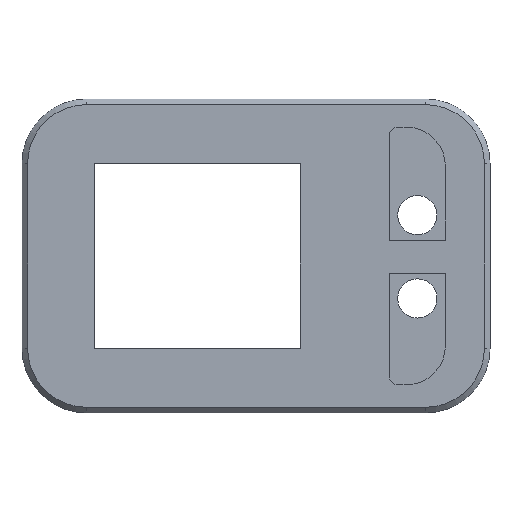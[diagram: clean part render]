
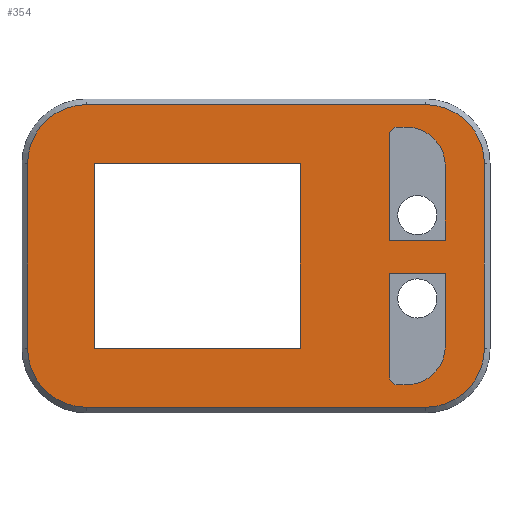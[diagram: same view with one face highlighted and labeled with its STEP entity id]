
A CAD part, top view. The second image highlights one B-rep face of the part: STEP entity #354.
In plain terms, the highlighted planar face has unit normal (0, 0, 1).
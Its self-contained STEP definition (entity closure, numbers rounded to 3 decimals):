
#95 = VERTEX_POINT('',#96);
#96 = CARTESIAN_POINT('',(-40.75,16.5,7.));
#102 = EDGE_CURVE('',#95,#103,#105,.T.);
#103 = VERTEX_POINT('',#104);
#104 = CARTESIAN_POINT('',(-40.75,-16.5,7.));
#105 = LINE('',#106,#107);
#106 = CARTESIAN_POINT('',(-40.75,16.5,7.));
#107 = VECTOR('',#108,1.);
#108 = DIRECTION('',(0.,-1.,0.));
#334 = VERTEX_POINT('',#335);
#335 = CARTESIAN_POINT('',(-30.25,27.,7.));
#341 = EDGE_CURVE('',#334,#95,#342,.T.);
#342 = CIRCLE('',#343,10.5);
#343 = AXIS2_PLACEMENT_3D('',#344,#345,#346);
#344 = CARTESIAN_POINT('',(-30.25,16.5,7.));
#345 = DIRECTION('',(0.,0.,1.));
#346 = DIRECTION('',(0.,1.,0.));
#354 = ADVANCED_FACE('',(#355,#408,#460,#494),#546,.T.);
#355 = FACE_BOUND('',#356,.T.);
#356 = EDGE_LOOP('',(#357,#367,#376,#384,#393,#399,#400,#401));
#357 = ORIENTED_EDGE('',*,*,#358,.T.);
#358 = EDGE_CURVE('',#359,#361,#363,.T.);
#359 = VERTEX_POINT('',#360);
#360 = CARTESIAN_POINT('',(-30.25,-27.,7.));
#361 = VERTEX_POINT('',#362);
#362 = CARTESIAN_POINT('',(30.25,-27.,7.));
#363 = LINE('',#364,#365);
#364 = CARTESIAN_POINT('',(-30.25,-27.,7.));
#365 = VECTOR('',#366,1.);
#366 = DIRECTION('',(1.,0.,0.));
#367 = ORIENTED_EDGE('',*,*,#368,.T.);
#368 = EDGE_CURVE('',#361,#369,#371,.T.);
#369 = VERTEX_POINT('',#370);
#370 = CARTESIAN_POINT('',(40.75,-16.5,7.));
#371 = CIRCLE('',#372,10.5);
#372 = AXIS2_PLACEMENT_3D('',#373,#374,#375);
#373 = CARTESIAN_POINT('',(30.25,-16.5,7.));
#374 = DIRECTION('',(0.,0.,1.));
#375 = DIRECTION('',(0.,-1.,0.));
#376 = ORIENTED_EDGE('',*,*,#377,.T.);
#377 = EDGE_CURVE('',#369,#378,#380,.T.);
#378 = VERTEX_POINT('',#379);
#379 = CARTESIAN_POINT('',(40.75,16.5,7.));
#380 = LINE('',#381,#382);
#381 = CARTESIAN_POINT('',(40.75,-16.5,7.));
#382 = VECTOR('',#383,1.);
#383 = DIRECTION('',(0.,1.,0.));
#384 = ORIENTED_EDGE('',*,*,#385,.T.);
#385 = EDGE_CURVE('',#378,#386,#388,.T.);
#386 = VERTEX_POINT('',#387);
#387 = CARTESIAN_POINT('',(30.25,27.,7.));
#388 = CIRCLE('',#389,10.5);
#389 = AXIS2_PLACEMENT_3D('',#390,#391,#392);
#390 = CARTESIAN_POINT('',(30.25,16.5,7.));
#391 = DIRECTION('',(0.,0.,1.));
#392 = DIRECTION('',(1.,0.,0.));
#393 = ORIENTED_EDGE('',*,*,#394,.T.);
#394 = EDGE_CURVE('',#386,#334,#395,.T.);
#395 = LINE('',#396,#397);
#396 = CARTESIAN_POINT('',(30.25,27.,7.));
#397 = VECTOR('',#398,1.);
#398 = DIRECTION('',(-1.,0.,0.));
#399 = ORIENTED_EDGE('',*,*,#341,.T.);
#400 = ORIENTED_EDGE('',*,*,#102,.T.);
#401 = ORIENTED_EDGE('',*,*,#402,.T.);
#402 = EDGE_CURVE('',#103,#359,#403,.T.);
#403 = CIRCLE('',#404,10.5);
#404 = AXIS2_PLACEMENT_3D('',#405,#406,#407);
#405 = CARTESIAN_POINT('',(-30.25,-16.5,7.));
#406 = DIRECTION('',(0.,0.,1.));
#407 = DIRECTION('',(-1.,0.,0.));
#408 = FACE_BOUND('',#409,.T.);
#409 = EDGE_LOOP('',(#410,#420,#428,#436,#445,#453));
#410 = ORIENTED_EDGE('',*,*,#411,.F.);
#411 = EDGE_CURVE('',#412,#414,#416,.T.);
#412 = VERTEX_POINT('',#413);
#413 = CARTESIAN_POINT('',(23.79,-3.08,7.));
#414 = VERTEX_POINT('',#415);
#415 = CARTESIAN_POINT('',(23.79,-21.5,7.));
#416 = LINE('',#417,#418);
#417 = CARTESIAN_POINT('',(23.79,-3.08,7.));
#418 = VECTOR('',#419,1.);
#419 = DIRECTION('',(0.,-1.,0.));
#420 = ORIENTED_EDGE('',*,*,#421,.F.);
#421 = EDGE_CURVE('',#422,#412,#424,.T.);
#422 = VERTEX_POINT('',#423);
#423 = CARTESIAN_POINT('',(33.79,-3.08,7.));
#424 = LINE('',#425,#426);
#425 = CARTESIAN_POINT('',(33.79,-3.08,7.));
#426 = VECTOR('',#427,1.);
#427 = DIRECTION('',(-1.,0.,0.));
#428 = ORIENTED_EDGE('',*,*,#429,.F.);
#429 = EDGE_CURVE('',#430,#422,#432,.T.);
#430 = VERTEX_POINT('',#431);
#431 = CARTESIAN_POINT('',(33.79,-16.,7.));
#432 = LINE('',#433,#434);
#433 = CARTESIAN_POINT('',(33.79,-16.,7.));
#434 = VECTOR('',#435,1.);
#435 = DIRECTION('',(0.,1.,0.));
#436 = ORIENTED_EDGE('',*,*,#437,.F.);
#437 = EDGE_CURVE('',#438,#430,#440,.T.);
#438 = VERTEX_POINT('',#439);
#439 = CARTESIAN_POINT('',(26.79,-23.,7.));
#440 = CIRCLE('',#441,7.);
#441 = AXIS2_PLACEMENT_3D('',#442,#443,#444);
#442 = CARTESIAN_POINT('',(26.79,-16.,7.));
#443 = DIRECTION('',(0.,0.,1.));
#444 = DIRECTION('',(1.,0.,0.));
#445 = ORIENTED_EDGE('',*,*,#446,.F.);
#446 = EDGE_CURVE('',#447,#438,#449,.T.);
#447 = VERTEX_POINT('',#448);
#448 = CARTESIAN_POINT('',(25.29,-23.,7.));
#449 = LINE('',#450,#451);
#450 = CARTESIAN_POINT('',(25.29,-23.,7.));
#451 = VECTOR('',#452,1.);
#452 = DIRECTION('',(1.,0.,0.));
#453 = ORIENTED_EDGE('',*,*,#454,.F.);
#454 = EDGE_CURVE('',#414,#447,#455,.T.);
#455 = CIRCLE('',#456,1.5);
#456 = AXIS2_PLACEMENT_3D('',#457,#458,#459);
#457 = CARTESIAN_POINT('',(25.29,-21.5,7.));
#458 = DIRECTION('',(0.,0.,1.));
#459 = DIRECTION('',(1.,0.,0.));
#460 = FACE_BOUND('',#461,.T.);
#461 = EDGE_LOOP('',(#462,#472,#480,#488));
#462 = ORIENTED_EDGE('',*,*,#463,.F.);
#463 = EDGE_CURVE('',#464,#466,#468,.T.);
#464 = VERTEX_POINT('',#465);
#465 = CARTESIAN_POINT('',(-28.9,16.5,7.));
#466 = VERTEX_POINT('',#467);
#467 = CARTESIAN_POINT('',(-28.9,-16.5,7.));
#468 = LINE('',#469,#470);
#469 = CARTESIAN_POINT('',(-28.9,16.5,7.));
#470 = VECTOR('',#471,1.);
#471 = DIRECTION('',(0.,-1.,0.));
#472 = ORIENTED_EDGE('',*,*,#473,.F.);
#473 = EDGE_CURVE('',#474,#464,#476,.T.);
#474 = VERTEX_POINT('',#475);
#475 = CARTESIAN_POINT('',(7.9,16.5,7.));
#476 = LINE('',#477,#478);
#477 = CARTESIAN_POINT('',(7.9,16.5,7.));
#478 = VECTOR('',#479,1.);
#479 = DIRECTION('',(-1.,0.,0.));
#480 = ORIENTED_EDGE('',*,*,#481,.F.);
#481 = EDGE_CURVE('',#482,#474,#484,.T.);
#482 = VERTEX_POINT('',#483);
#483 = CARTESIAN_POINT('',(7.9,-16.5,7.));
#484 = LINE('',#485,#486);
#485 = CARTESIAN_POINT('',(7.9,-16.5,7.));
#486 = VECTOR('',#487,1.);
#487 = DIRECTION('',(0.,1.,0.));
#488 = ORIENTED_EDGE('',*,*,#489,.F.);
#489 = EDGE_CURVE('',#466,#482,#490,.T.);
#490 = LINE('',#491,#492);
#491 = CARTESIAN_POINT('',(-28.9,-16.5,7.));
#492 = VECTOR('',#493,1.);
#493 = DIRECTION('',(1.,0.,0.));
#494 = FACE_BOUND('',#495,.T.);
#495 = EDGE_LOOP('',(#496,#506,#514,#523,#531,#540));
#496 = ORIENTED_EDGE('',*,*,#497,.F.);
#497 = EDGE_CURVE('',#498,#500,#502,.T.);
#498 = VERTEX_POINT('',#499);
#499 = CARTESIAN_POINT('',(23.79,2.8,7.));
#500 = VERTEX_POINT('',#501);
#501 = CARTESIAN_POINT('',(33.79,2.8,7.));
#502 = LINE('',#503,#504);
#503 = CARTESIAN_POINT('',(23.79,2.8,7.));
#504 = VECTOR('',#505,1.);
#505 = DIRECTION('',(1.,0.,0.));
#506 = ORIENTED_EDGE('',*,*,#507,.F.);
#507 = EDGE_CURVE('',#508,#498,#510,.T.);
#508 = VERTEX_POINT('',#509);
#509 = CARTESIAN_POINT('',(23.79,21.5,7.));
#510 = LINE('',#511,#512);
#511 = CARTESIAN_POINT('',(23.79,21.5,7.));
#512 = VECTOR('',#513,1.);
#513 = DIRECTION('',(0.,-1.,0.));
#514 = ORIENTED_EDGE('',*,*,#515,.F.);
#515 = EDGE_CURVE('',#516,#508,#518,.T.);
#516 = VERTEX_POINT('',#517);
#517 = CARTESIAN_POINT('',(25.29,23.,7.));
#518 = CIRCLE('',#519,1.5);
#519 = AXIS2_PLACEMENT_3D('',#520,#521,#522);
#520 = CARTESIAN_POINT('',(25.29,21.5,7.));
#521 = DIRECTION('',(0.,0.,1.));
#522 = DIRECTION('',(1.,0.,0.));
#523 = ORIENTED_EDGE('',*,*,#524,.F.);
#524 = EDGE_CURVE('',#525,#516,#527,.T.);
#525 = VERTEX_POINT('',#526);
#526 = CARTESIAN_POINT('',(26.79,23.,7.));
#527 = LINE('',#528,#529);
#528 = CARTESIAN_POINT('',(26.79,23.,7.));
#529 = VECTOR('',#530,1.);
#530 = DIRECTION('',(-1.,0.,0.));
#531 = ORIENTED_EDGE('',*,*,#532,.F.);
#532 = EDGE_CURVE('',#533,#525,#535,.T.);
#533 = VERTEX_POINT('',#534);
#534 = CARTESIAN_POINT('',(33.79,16.,7.));
#535 = CIRCLE('',#536,7.);
#536 = AXIS2_PLACEMENT_3D('',#537,#538,#539);
#537 = CARTESIAN_POINT('',(26.79,16.,7.));
#538 = DIRECTION('',(0.,0.,1.));
#539 = DIRECTION('',(1.,0.,0.));
#540 = ORIENTED_EDGE('',*,*,#541,.F.);
#541 = EDGE_CURVE('',#500,#533,#542,.T.);
#542 = LINE('',#543,#544);
#543 = CARTESIAN_POINT('',(33.79,2.8,7.));
#544 = VECTOR('',#545,1.);
#545 = DIRECTION('',(0.,1.,0.));
#546 = PLANE('',#547);
#547 = AXIS2_PLACEMENT_3D('',#548,#549,#550);
#548 = CARTESIAN_POINT('',(0.,0.,7.));
#549 = DIRECTION('',(0.,0.,1.));
#550 = DIRECTION('',(1.,0.,0.));
